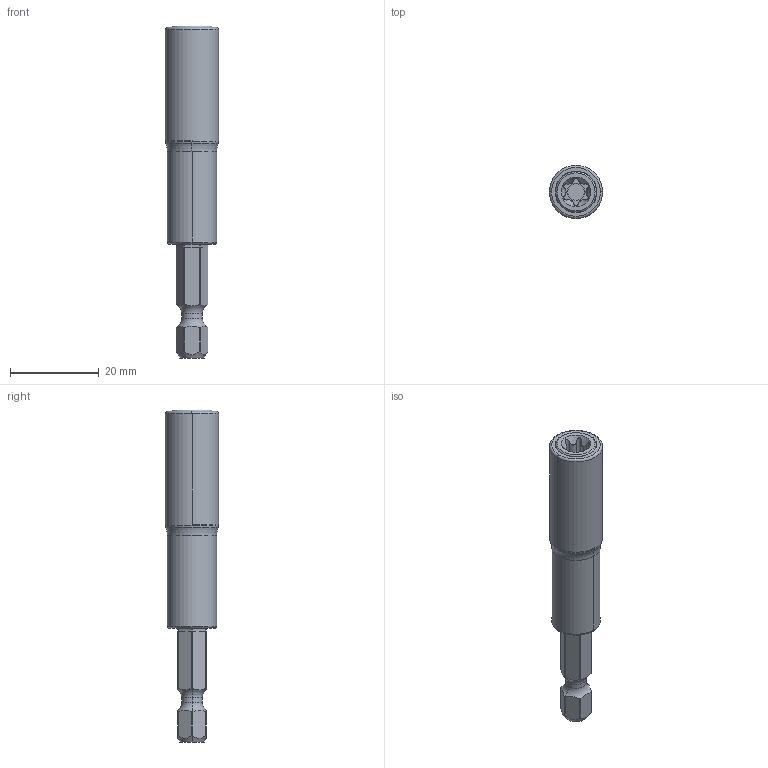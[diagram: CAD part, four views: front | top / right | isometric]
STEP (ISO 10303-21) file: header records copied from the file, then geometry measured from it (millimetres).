
FILE_DESCRIPTION((''),'2;1');
FILE_NAME('4027108057_ASM','2024-01-02T10:05:30',('a00565553'),(''),'CREO PARAMETRIC BY PTC INC, 2022414','CREO PARAMETRIC BY PTC INC, 2022414','');
FILE_SCHEMA(('CONFIG_CONTROL_DESIGN','GEOMETRIC_VALIDATION_PROPERTIES_MIM'));
Length unit declared in the file: millimetre
Products named in the file (3): 4027911282; 4027299456; 4027108057_ASM
Assembly tree (2 placements, depth 2):
  4027108057_ASM
    4027911282
    4027299456
Bounding box: 12 x 12 x 75 mm (x, y, z)
Volume: 5681.6 mm3; surface area: 5447.5 mm2
Topology: 3 solids, 3 shells, 107 faces, 262 edges, 161 vertices
Faces by surface type: cylinder 52, torus 26, plane 19, cone 10
Entity records: 3891 total; most frequent: CARTESIAN_POINT 974, DIRECTION 564, ORIENTED_EDGE 520, EDGE_CURVE 260, AXIS2_PLACEMENT_3D 244, VERTEX_POINT 161, CIRCLE 132, EDGE_LOOP 111
